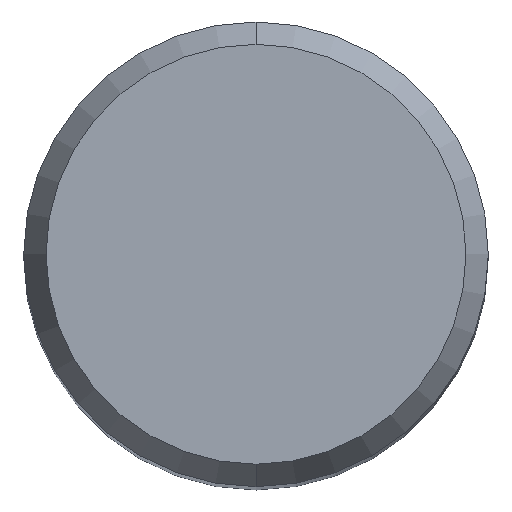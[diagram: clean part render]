
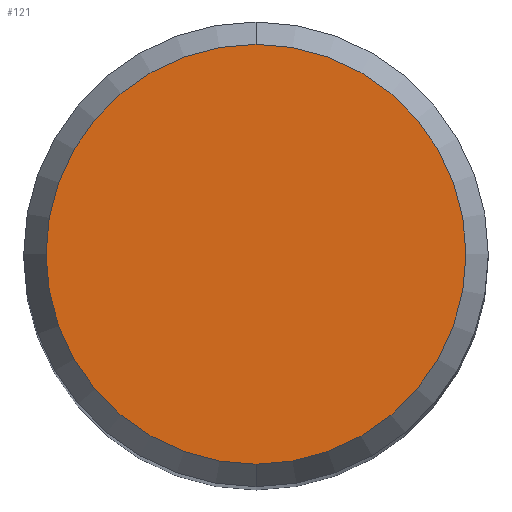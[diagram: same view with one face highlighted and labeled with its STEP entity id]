
A CAD part, top view. The second image highlights one B-rep face of the part: STEP entity #121.
In plain terms, the highlighted planar face has unit normal (0, 0, 1).
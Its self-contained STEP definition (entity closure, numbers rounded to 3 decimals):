
#121=ADVANCED_FACE('',(#274),#275,.T.);
#149=EDGE_CURVE('',#223,#183,#305,.T.);
#181=EDGE_CURVE('',#183,#223,#341,.T.);
#183=VERTEX_POINT('',#343);
#223=VERTEX_POINT('',#391);
#274=FACE_OUTER_BOUND('',#449,.T.);
#275=PLANE('',#450);
#305=CIRCLE('',#489,4.304);
#341=CIRCLE('',#533,4.304);
#343=CARTESIAN_POINT('',(0.0,4.304,0.));
#391=CARTESIAN_POINT('',(0.,-4.304,0.));
#449=EDGE_LOOP('',(#632,#633));
#450=AXIS2_PLACEMENT_3D('',#634,#635,#636);
#489=AXIS2_PLACEMENT_3D('',#663,#664,#665);
#533=AXIS2_PLACEMENT_3D('',#709,#710,#711);
#632=ORIENTED_EDGE('',*,*,#181,.F.);
#633=ORIENTED_EDGE('',*,*,#149,.F.);
#634=CARTESIAN_POINT('',(0.0,2.152,0.));
#635=DIRECTION('',(-0.0,0.0,1.0));
#636=DIRECTION('',(0.0,-1.0,0.0));
#663=CARTESIAN_POINT('',(0.0,0.0,0.));
#664=DIRECTION('',(0.0,0.0,-1.0));
#665=DIRECTION('',(0.0,1.0,0.0));
#709=CARTESIAN_POINT('',(0.0,0.0,0.));
#710=DIRECTION('',(0.0,0.0,-1.0));
#711=DIRECTION('',(0.0,1.0,0.0));
